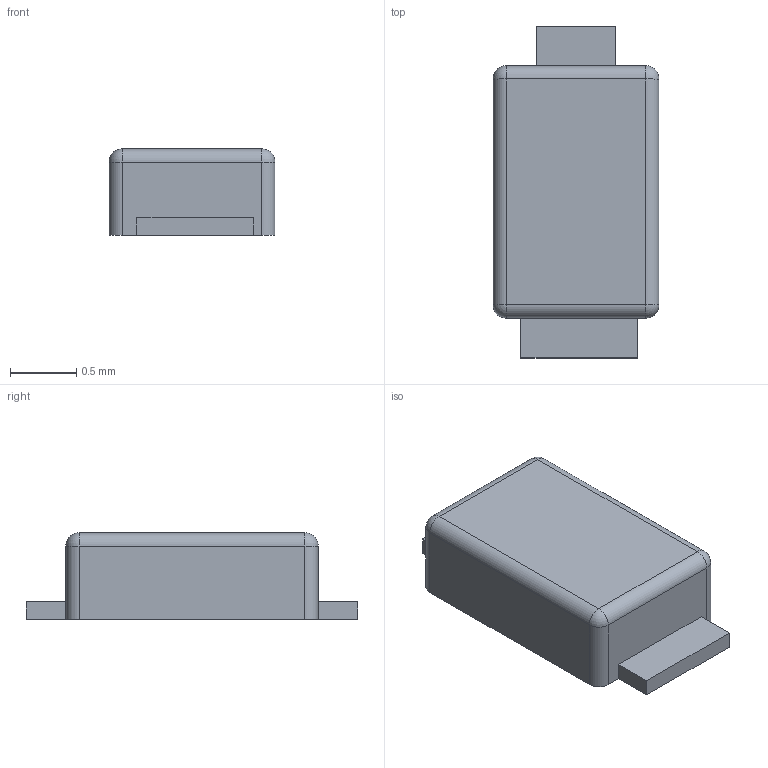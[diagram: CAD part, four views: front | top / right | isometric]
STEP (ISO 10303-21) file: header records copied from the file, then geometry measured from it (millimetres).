
FILE_DESCRIPTION(('FreeCAD Model'),'2;1');
FILE_NAME('Open CASCADE Shape Model','2022-05-21T19:29:15',('Author'),( ''),'Open CASCADE STEP processor 7.5','FreeCAD','Unknown');
FILE_SCHEMA(('AUTOMOTIVE_DESIGN { 1 0 10303 214 1 1 1 1 }'));
Length unit declared in the file: millimetre
Products named in the file (1): Body
Bounding box: 1.25 x 2.5 x 0.65 mm (x, y, z)
Volume: 1.6 mm3; surface area: 9.5 mm2
Topology: 1 solids, 1 shells, 30 faces, 72 edges, 40 vertices
Faces by surface type: plane 18, cylinder 8, sphere 4
Entity records: 2076 total; most frequent: CARTESIAN_POINT 431, DIRECTION 274, LINE 178, VECTOR 178, ORIENTED_EDGE 136, PCURVE 136, DEFINITIONAL_REPRESENTATION 136, EDGE_CURVE 68
